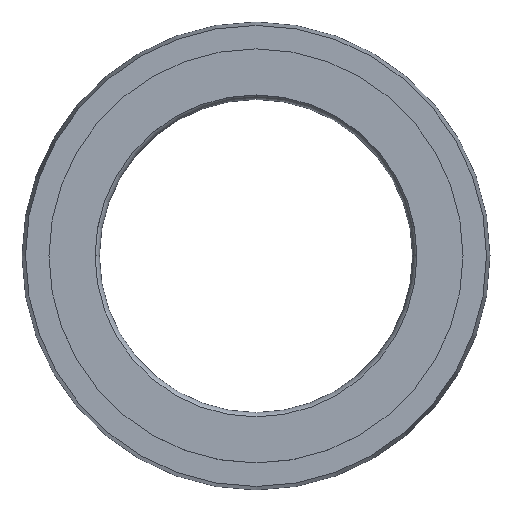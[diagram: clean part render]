
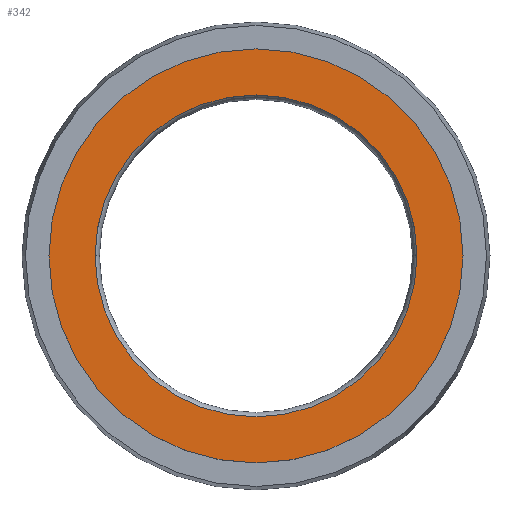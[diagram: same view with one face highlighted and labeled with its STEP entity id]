
A CAD part, top view. The second image highlights one B-rep face of the part: STEP entity #342.
In plain terms, the highlighted planar face has unit normal (0, 0, 1).
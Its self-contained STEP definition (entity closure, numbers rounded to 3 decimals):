
#37 = DIRECTION ( 'NONE',  ( 1., 0., 0. ) ) ;
#59 = FACE_BOUND ( 'NONE', #630, .T. ) ;
#60 = CARTESIAN_POINT ( 'NONE',  ( 11.9, 0., 0. ) ) ;
#62 = EDGE_CURVE ( 'NONE', #501, #320, #374, .T. ) ;
#71 = CARTESIAN_POINT ( 'NONE',  ( 9.25, 0., 0. ) ) ;
#80 = CARTESIAN_POINT ( 'NONE',  ( 0., 0., 0. ) ) ;
#96 = VERTEX_POINT ( 'NONE', #60 ) ;
#118 = DIRECTION ( 'NONE',  ( -1., 0., 0. ) ) ;
#119 = CIRCLE ( 'NONE', #204, 11.9 ) ;
#129 = DIRECTION ( 'NONE',  ( 1., 0., 0. ) ) ;
#130 = EDGE_CURVE ( 'NONE', #320, #501, #445, .T. ) ;
#139 = CARTESIAN_POINT ( 'NONE',  ( 0., 0., 0. ) ) ;
#170 = AXIS2_PLACEMENT_3D ( 'NONE', #352, #311, #118 ) ;
#175 = ORIENTED_EDGE ( 'NONE', *, *, #409, .T. ) ;
#204 = AXIS2_PLACEMENT_3D ( 'NONE', #261, #520, #129 ) ;
#253 = DIRECTION ( 'NONE',  ( 1., 0., 0. ) ) ;
#261 = CARTESIAN_POINT ( 'NONE',  ( 0., 0., 0. ) ) ;
#274 = DIRECTION ( 'NONE',  ( 0., 0., 1. ) ) ;
#303 = EDGE_LOOP ( 'NONE', ( #175, #558 ) ) ;
#305 = VERTEX_POINT ( 'NONE', #448 ) ;
#311 = DIRECTION ( 'NONE',  ( 0., 0., -1. ) ) ;
#313 = AXIS2_PLACEMENT_3D ( 'NONE', #80, #381, #634 ) ;
#320 = VERTEX_POINT ( 'NONE', #547 ) ;
#338 = AXIS2_PLACEMENT_3D ( 'NONE', #139, #274, #37 ) ;
#342 = ADVANCED_FACE ( 'NONE', ( #59, #372 ), #517, .F. ) ;
#352 = CARTESIAN_POINT ( 'NONE',  ( 0., 0., 0. ) ) ;
#372 = FACE_OUTER_BOUND ( 'NONE', #303, .T. ) ;
#374 = CIRCLE ( 'NONE', #313, 9.25 ) ;
#381 = DIRECTION ( 'NONE',  ( 0., 0., 1. ) ) ;
#402 = ORIENTED_EDGE ( 'NONE', *, *, #130, .F. ) ;
#407 = ORIENTED_EDGE ( 'NONE', *, *, #62, .F. ) ;
#409 = EDGE_CURVE ( 'NONE', #96, #305, #119, .T. ) ;
#444 = AXIS2_PLACEMENT_3D ( 'NONE', #504, #556, #253 ) ;
#445 = CIRCLE ( 'NONE', #444, 9.25 ) ;
#448 = CARTESIAN_POINT ( 'NONE',  ( -11.9, 0., 0. ) ) ;
#457 = CIRCLE ( 'NONE', #338, 11.9 ) ;
#501 = VERTEX_POINT ( 'NONE', #71 ) ;
#504 = CARTESIAN_POINT ( 'NONE',  ( 0., 0., 0. ) ) ;
#517 = PLANE ( 'NONE',  #170 ) ;
#520 = DIRECTION ( 'NONE',  ( 0., 0., 1. ) ) ;
#547 = CARTESIAN_POINT ( 'NONE',  ( -9.25, 0., 0. ) ) ;
#556 = DIRECTION ( 'NONE',  ( 0., 0., 1. ) ) ;
#558 = ORIENTED_EDGE ( 'NONE', *, *, #571, .T. ) ;
#571 = EDGE_CURVE ( 'NONE', #305, #96, #457, .T. ) ;
#630 = EDGE_LOOP ( 'NONE', ( #407, #402 ) ) ;
#634 = DIRECTION ( 'NONE',  ( 1., 0., 0. ) ) ;
